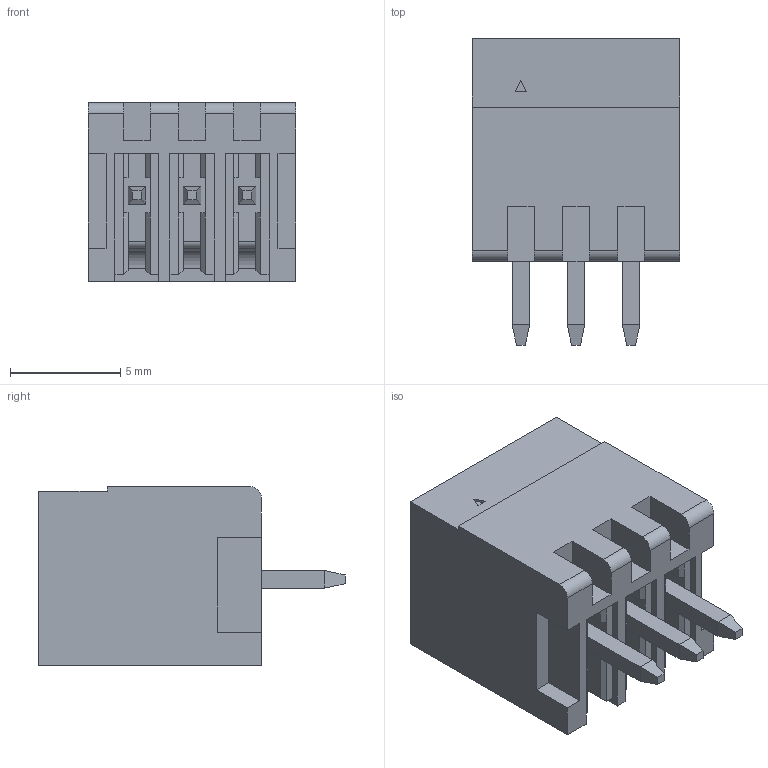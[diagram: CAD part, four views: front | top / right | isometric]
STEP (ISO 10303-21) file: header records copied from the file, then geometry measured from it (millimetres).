
FILE_DESCRIPTION (( 'STEP AP214' ), '1' );
FILE_NAME ('15EDGVC-2.5-03P-14-00AH.STEP', '2021-01-23T21:24:42', ( '' ), ( '' ), 'SwSTEP 2.0', 'SolidWorks 2020', '' );
FILE_SCHEMA (( 'AUTOMOTIVE_DESIGN' ));
Length unit declared in the file: millimetre
Products named in the file (1): 15EDGVC-2.5-03P-14-00AH
Bounding box: 9.4 x 13.9 x 8.1 mm (x, y, z)
Volume: 428.1 mm3; surface area: 1016.3 mm2
Topology: 1 solids, 1 shells, 561 faces, 1505 edges, 980 vertices
Faces by surface type: plane 411, bspline 128, cylinder 16, torus 6
Entity records: 27464 total; most frequent: CARTESIAN_POINT 10751, ORIENTED_EDGE 3010, DIRECTION 2185, EDGE_CURVE 1505, LINE 1181, VECTOR 1181, VERTEX_POINT 980, EDGE_LOOP 599
